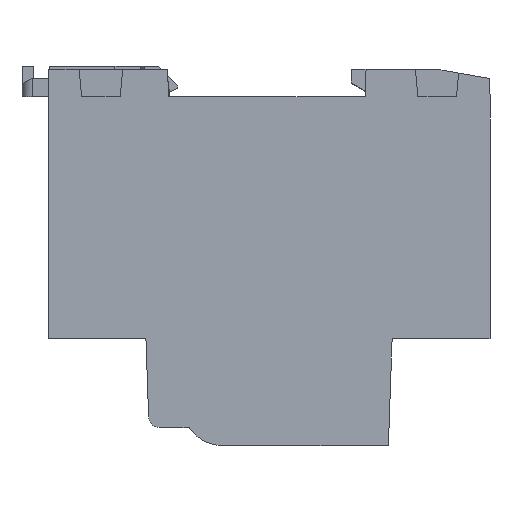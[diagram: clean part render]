
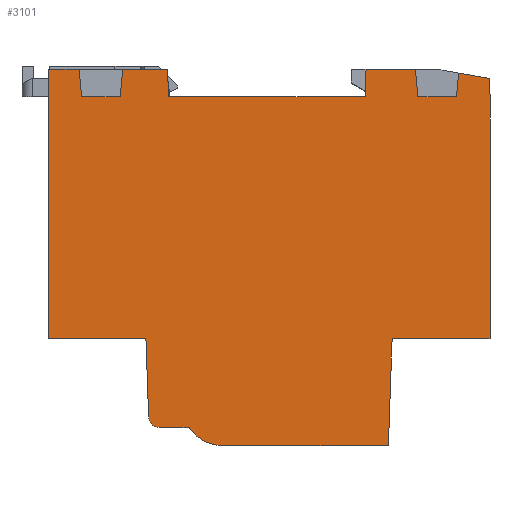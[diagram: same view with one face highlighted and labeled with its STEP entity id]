
A CAD part, front view. The second image highlights one B-rep face of the part: STEP entity #3101.
In plain terms, the highlighted planar face has unit normal (0, -1, 0).
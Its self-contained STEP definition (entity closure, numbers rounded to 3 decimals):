
#737=DIRECTION('',(1.,0.,0.));
#738=VECTOR('',#737,7.067);
#739=CARTESIAN_POINT('',(77.029,0.,-15.539));
#740=LINE('',#739,#738);
#741=DIRECTION('',(0.087,0.,0.996));
#742=VECTOR('',#741,4.32);
#743=CARTESIAN_POINT('',(84.097,0.,-15.539));
#744=LINE('',#743,#742);
#745=DIRECTION('',(0.985,0.,-0.174));
#746=VECTOR('',#745,5.757);
#747=CARTESIAN_POINT('',(84.473,0.,-11.236));
#748=LINE('',#747,#746);
#749=DIRECTION('',(0.026,0.,-1.));
#750=VECTOR('',#749,2.999);
#751=CARTESIAN_POINT('',(90.142,0.,-12.236));
#752=LINE('',#751,#750);
#753=DIRECTION('',(0.,0.,-1.));
#754=VECTOR('',#753,44.603);
#755=CARTESIAN_POINT('',(90.221,0.,-15.234));
#756=LINE('',#755,#754);
#757=DIRECTION('',(-1.,0.,0.));
#758=VECTOR('',#757,17.896);
#759=CARTESIAN_POINT('',(90.221,0.,-59.837));
#760=LINE('',#759,#758);
#761=DIRECTION('',(-0.035,0.,-0.999));
#762=VECTOR('',#761,19.502);
#763=CARTESIAN_POINT('',(72.325,0.,-59.837));
#764=LINE('',#763,#762);
#765=DIRECTION('',(-1.,0.,0.));
#766=VECTOR('',#765,30.334);
#767=CARTESIAN_POINT('',(71.645,0.,-79.327));
#768=LINE('',#767,#766);
#769=CARTESIAN_POINT('',(41.311,0.,-72.027));
#770=DIRECTION('',(0.,1.,0.));
#771=DIRECTION('',(0.,0.,-1.));
#772=AXIS2_PLACEMENT_3D('',#769,#770,#771);
#774=DIRECTION('',(-1.,0.,0.));
#775=VECTOR('',#774,5.401);
#776=CARTESIAN_POINT('',(35.215,0.,-76.043));
#777=LINE('',#776,#775);
#778=CARTESIAN_POINT('',(29.814,0.,-74.043));
#779=DIRECTION('',(0.,1.,0.));
#780=DIRECTION('',(0.,0.,-1.));
#781=AXIS2_PLACEMENT_3D('',#778,#779,#780);
#783=DIRECTION('',(-0.035,0.,0.999));
#784=VECTOR('',#783,14.284);
#785=CARTESIAN_POINT('',(27.815,0.,-74.113));
#786=LINE('',#785,#784);
#787=DIRECTION('',(-1.,0.,0.));
#788=VECTOR('',#787,17.896);
#789=CARTESIAN_POINT('',(27.316,0.,-59.837));
#790=LINE('',#789,#788);
#791=DIRECTION('',(0.,0.,1.));
#792=VECTOR('',#791,44.298);
#793=CARTESIAN_POINT('',(9.421,0.,-59.837));
#794=LINE('',#793,#792);
#795=DIRECTION('',(0.028,0.,1.));
#796=VECTOR('',#795,5.006);
#797=CARTESIAN_POINT('',(9.421,0.,-15.539));
#798=LINE('',#797,#796);
#799=DIRECTION('',(1.,0.,0.));
#800=VECTOR('',#799,5.563);
#801=CARTESIAN_POINT('',(9.56,0.,-10.536));
#802=LINE('',#801,#800);
#803=DIRECTION('',(0.087,0.,-0.996));
#804=VECTOR('',#803,5.023);
#805=CARTESIAN_POINT('',(15.123,0.,-10.536));
#806=LINE('',#805,#804);
#807=DIRECTION('',(1.,0.,0.));
#808=VECTOR('',#807,7.067);
#809=CARTESIAN_POINT('',(15.561,0.,-15.539));
#810=LINE('',#809,#808);
#811=DIRECTION('',(0.087,0.,0.996));
#812=VECTOR('',#811,5.023);
#813=CARTESIAN_POINT('',(22.629,0.,-15.539));
#814=LINE('',#813,#812);
#815=DIRECTION('',(1.,0.,0.));
#816=VECTOR('',#815,8.231);
#817=CARTESIAN_POINT('',(23.066,0.,-10.536));
#818=LINE('',#817,#816);
#819=DIRECTION('',(0.026,0.,-1.));
#820=VECTOR('',#819,5.006);
#821=CARTESIAN_POINT('',(31.298,0.,-10.536));
#822=LINE('',#821,#820);
#823=DIRECTION('',(1.,0.,0.));
#824=VECTOR('',#823,36.);
#825=CARTESIAN_POINT('',(31.429,0.,-15.539));
#826=LINE('',#825,#824);
#827=DIRECTION('',(0.026,0.,1.));
#828=VECTOR('',#827,5.006);
#829=CARTESIAN_POINT('',(67.429,0.,-15.539));
#830=LINE('',#829,#828);
#831=DIRECTION('',(1.,0.,0.));
#832=VECTOR('',#831,9.031);
#833=CARTESIAN_POINT('',(67.56,0.,-10.536));
#834=LINE('',#833,#832);
#835=DIRECTION('',(0.087,0.,-0.996));
#836=VECTOR('',#835,5.023);
#837=CARTESIAN_POINT('',(76.591,0.,-10.536));
#838=LINE('',#837,#836);
#1615=CARTESIAN_POINT('',(90.221,0.,
-15.234));
#1616=CARTESIAN_POINT('',(90.221,0.,
-59.837));
#1617=VERTEX_POINT('',#1615);
#1618=VERTEX_POINT('',#1616);
#1619=CARTESIAN_POINT('',(72.325,0.,
-59.837));
#1620=VERTEX_POINT('',#1619);
#1621=CARTESIAN_POINT('',(71.645,0.,
-79.327));
#1622=VERTEX_POINT('',#1621);
#1623=CARTESIAN_POINT('',(41.311,0.,
-79.327));
#1624=VERTEX_POINT('',#1623);
#1625=CARTESIAN_POINT('',(35.215,0.,
-76.043));
#1626=VERTEX_POINT('',#1625);
#1627=CARTESIAN_POINT('',(29.814,0.,
-76.043));
#1628=VERTEX_POINT('',#1627);
#1629=CARTESIAN_POINT('',(27.815,0.,
-74.113));
#1630=VERTEX_POINT('',#1629);
#1631=CARTESIAN_POINT('',(27.316,0.,
-59.837));
#1632=VERTEX_POINT('',#1631);
#1633=CARTESIAN_POINT('',(9.421,0.,
-59.837));
#1634=VERTEX_POINT('',#1633);
#1635=CARTESIAN_POINT('',(9.421,0.,
-15.539));
#1636=VERTEX_POINT('',#1635);
#1637=CARTESIAN_POINT('',(9.56,0.,
-10.536));
#1638=VERTEX_POINT('',#1637);
#1639=CARTESIAN_POINT('',(31.298,0.,
-10.536));
#1640=CARTESIAN_POINT('',(31.429,0.,
-15.539));
#1641=VERTEX_POINT('',#1639);
#1642=VERTEX_POINT('',#1640);
#1643=CARTESIAN_POINT('',(67.429,0.,
-15.539));
#1644=VERTEX_POINT('',#1643);
#1645=CARTESIAN_POINT('',(67.56,0.,
-10.536));
#1646=VERTEX_POINT('',#1645);
#1647=CARTESIAN_POINT('',(90.142,0.,
-12.236));
#1648=VERTEX_POINT('',#1647);
#1693=CARTESIAN_POINT('',(23.066,0.,
-10.536));
#1694=VERTEX_POINT('',#1693);
#1695=CARTESIAN_POINT('',(15.123,0.,
-10.536));
#1696=VERTEX_POINT('',#1695);
#1701=CARTESIAN_POINT('',(76.591,0.,
-10.536));
#1702=VERTEX_POINT('',#1701);
#1705=CARTESIAN_POINT('',(84.473,0.,
-11.236));
#1706=VERTEX_POINT('',#1705);
#1707=CARTESIAN_POINT('',(77.029,0.,
-15.539));
#1708=CARTESIAN_POINT('',(84.097,0.,
-15.539));
#1709=VERTEX_POINT('',#1707);
#1710=VERTEX_POINT('',#1708);
#1711=CARTESIAN_POINT('',(22.629,0.,
-15.539));
#1712=VERTEX_POINT('',#1711);
#1713=CARTESIAN_POINT('',(15.561,0.,
-15.539));
#1714=VERTEX_POINT('',#1713);
#3051=CARTESIAN_POINT('',(90.221,0.,
-15.539));
#3052=DIRECTION('',(0.,-1.,0.));
#3053=DIRECTION('',(-1.,0.,0.));
#3054=AXIS2_PLACEMENT_3D('',#3051,#3052,#3053);
#3055=PLANE('',#3054);
#3057=ORIENTED_EDGE('',*,*,#3056,.T.);
#3059=ORIENTED_EDGE('',*,*,#3058,.T.);
#3061=ORIENTED_EDGE('',*,*,#3060,.T.);
#3063=ORIENTED_EDGE('',*,*,#3062,.T.);
#3065=ORIENTED_EDGE('',*,*,#3064,.T.);
#3067=ORIENTED_EDGE('',*,*,#3066,.T.);
#3069=ORIENTED_EDGE('',*,*,#3068,.T.);
#3071=ORIENTED_EDGE('',*,*,#3070,.T.);
#3073=ORIENTED_EDGE('',*,*,#3072,.T.);
#3075=ORIENTED_EDGE('',*,*,#3074,.T.);
#3077=ORIENTED_EDGE('',*,*,#3076,.T.);
#3079=ORIENTED_EDGE('',*,*,#3078,.T.);
#3080=ORIENTED_EDGE('',*,*,#2658,.T.);
#3081=ORIENTED_EDGE('',*,*,#2682,.T.);
#3082=ORIENTED_EDGE('',*,*,#2350,.T.);
#3083=ORIENTED_EDGE('',*,*,#2183,.T.);
#3085=ORIENTED_EDGE('',*,*,#3084,.T.);
#3087=ORIENTED_EDGE('',*,*,#3086,.T.);
#3089=ORIENTED_EDGE('',*,*,#3088,.T.);
#3090=ORIENTED_EDGE('',*,*,#2175,.T.);
#3091=ORIENTED_EDGE('',*,*,#2539,.T.);
#3092=ORIENTED_EDGE('',*,*,#2559,.T.);
#3094=ORIENTED_EDGE('',*,*,#3093,.T.);
#3096=ORIENTED_EDGE('',*,*,#3095,.T.);
#3098=ORIENTED_EDGE('',*,*,#3097,.T.);
#3099=EDGE_LOOP('',(#3057,#3059,#3061,#3063,#3065,#3067,#3069,#3071,#3073,#3075,
#3077,#3079,#3080,#3081,#3082,#3083,#3085,#3087,#3089,#3090,#3091,#3092,#3094,
#3096,#3098));
#3100=FACE_OUTER_BOUND('',#3099,.F.);
#773=CIRCLE('',#772,7.3);
#782=CIRCLE('',#781,2.);
#2175=EDGE_CURVE('',#1694,#1641,#818,.T.);
#2183=EDGE_CURVE('',#1638,#1696,#802,.T.);
#2350=EDGE_CURVE('',#1636,#1638,#798,.T.);
#2539=EDGE_CURVE('',#1641,#1642,#822,.T.);
#2559=EDGE_CURVE('',#1642,#1644,#826,.T.);
#2658=EDGE_CURVE('',#1632,#1634,#790,.T.);
#2682=EDGE_CURVE('',#1634,#1636,#794,.T.);
#3056=EDGE_CURVE('',#1709,#1710,#740,.T.);
#3058=EDGE_CURVE('',#1710,#1706,#744,.T.);
#3060=EDGE_CURVE('',#1706,#1648,#748,.T.);
#3062=EDGE_CURVE('',#1648,#1617,#752,.T.);
#3064=EDGE_CURVE('',#1617,#1618,#756,.T.);
#3066=EDGE_CURVE('',#1618,#1620,#760,.T.);
#3068=EDGE_CURVE('',#1620,#1622,#764,.T.);
#3070=EDGE_CURVE('',#1622,#1624,#768,.T.);
#3072=EDGE_CURVE('',#1624,#1626,#773,.T.);
#3074=EDGE_CURVE('',#1626,#1628,#777,.T.);
#3076=EDGE_CURVE('',#1628,#1630,#782,.T.);
#3078=EDGE_CURVE('',#1630,#1632,#786,.T.);
#3084=EDGE_CURVE('',#1696,#1714,#806,.T.);
#3086=EDGE_CURVE('',#1714,#1712,#810,.T.);
#3088=EDGE_CURVE('',#1712,#1694,#814,.T.);
#3093=EDGE_CURVE('',#1644,#1646,#830,.T.);
#3095=EDGE_CURVE('',#1646,#1702,#834,.T.);
#3097=EDGE_CURVE('',#1702,#1709,#838,.T.);
#3101=ADVANCED_FACE('',(#3100),#3055,.T.);
